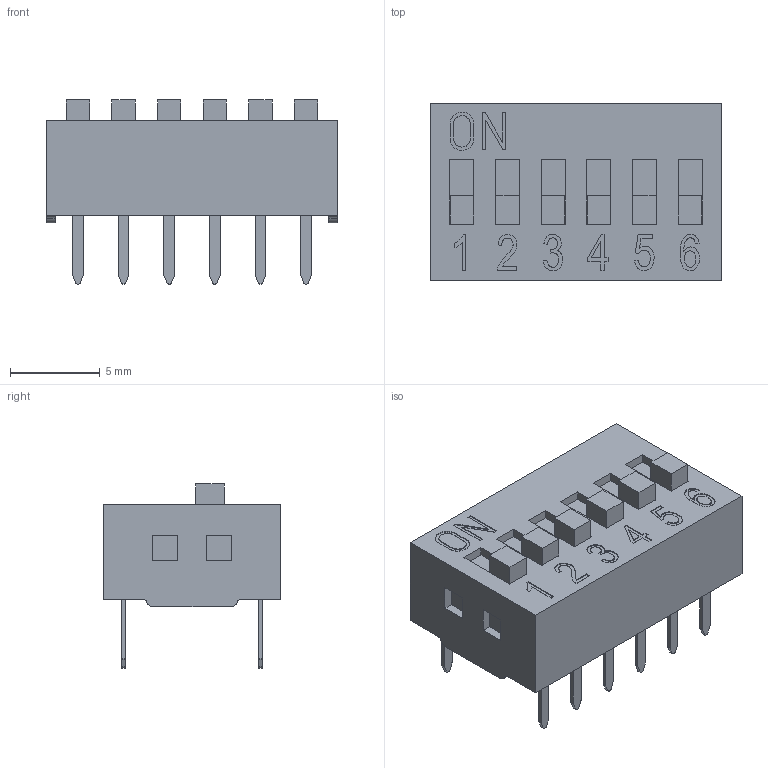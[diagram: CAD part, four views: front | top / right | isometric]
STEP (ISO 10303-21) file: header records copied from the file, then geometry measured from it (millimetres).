
FILE_DESCRIPTION(/* description */ (''),/* implementation_level */ '2;1');
FILE_NAME(/* name */ 'DIP Switch x06.stp',/* time_stamp */ '2019-10-10T14:02:17+02:00',/* author */ ('Bernd das Brot'),/* organization */ (''),/* preprocessor_version */ 'ST-DEVELOPER v17.2',/* originating_system */ 'Autodesk Inventor 2019',/* authorisation */ '');
FILE_SCHEMA (('AUTOMOTIVE_DESIGN { 1 0 10303 214 3 1 1 }'));
Length unit declared in the file: millimetre
Products named in the file (5): DIP Switch x06; DIP Switch x06 Innenteil; DIP Switch Contact; DIP Switch Schalter; DIP Switch x06_1
Assembly tree (20 placements, depth 2):
  DIP Switch x06
    DIP Switch Contact  x12
    DIP Switch x06 Innenteil
    DIP Switch Schalter  x6
    DIP Switch x06_1
Bounding box: 16.24 x 9.9 x 10.25 mm (x, y, z)
Volume: 790.9 mm3; surface area: 1809.3 mm2
Topology: 20 solids, 20 shells, 479 faces, 1230 edges, 820 vertices
Faces by surface type: plane 366, bspline 57, cylinder 56
Entity records: 9708 total; most frequent: CARTESIAN_POINT 2306, ORIENTED_EDGE 1560, DIRECTION 1210, EDGE_CURVE 780, LINE 642, VECTOR 642, VERTEX_POINT 520, EDGE_LOOP 336
